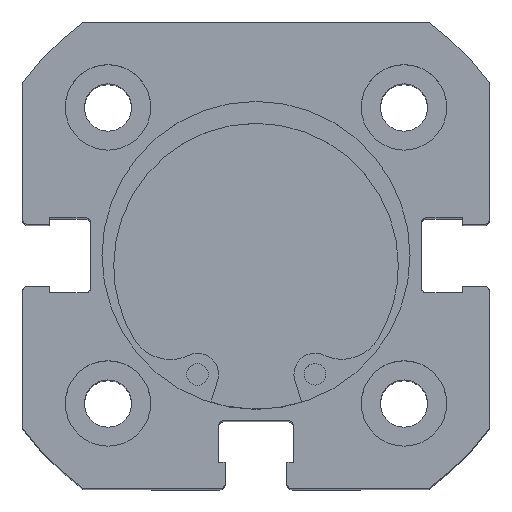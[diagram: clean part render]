
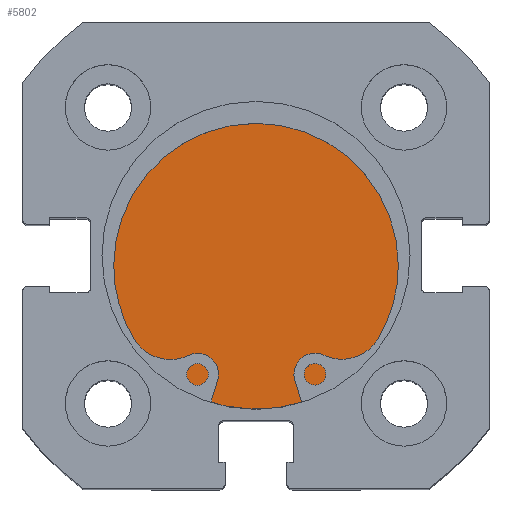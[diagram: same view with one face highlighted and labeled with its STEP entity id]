
A CAD part, top view. The second image highlights one B-rep face of the part: STEP entity #5802.
In plain terms, the highlighted face is planar.
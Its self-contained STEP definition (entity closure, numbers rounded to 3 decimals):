
#443 = CARTESIAN_POINT ( 'NONE',  ( 6., 0., -13.5 ) ) ;
#567 = VERTEX_POINT ( 'NONE', #757 ) ;
#690 = VERTEX_POINT ( 'NONE', #443 ) ;
#757 = CARTESIAN_POINT ( 'NONE',  ( 6., 0., 13.5 ) ) ;
#1226 = EDGE_LOOP ( 'NONE', ( #3970, #3971 ) ) ;
#3176 = EDGE_CURVE ( 'NONE', #567, #690, #4889, .T. ) ;
#3180 = EDGE_CURVE ( 'NONE', #690, #567, #4893, .T. ) ;
#3523 = AXIS2_PLACEMENT_3D ( 'NONE', #5326, #5327, #5328 ) ;
#3526 = AXIS2_PLACEMENT_3D ( 'NONE', #5336, #5337, #5338 ) ;
#3612 = AXIS2_PLACEMENT_3D ( 'NONE', #5611, #5614, #5615 ) ;
#3970 = ORIENTED_EDGE ( 'NONE', *, *, #3176, .F. ) ;
#3971 = ORIENTED_EDGE ( 'NONE', *, *, #3180, .F. ) ;
#4889 = CIRCLE ( 'NONE', #3523, 13.5 ) ;
#4893 = CIRCLE ( 'NONE', #3526, 13.5 ) ;
#5049 = FACE_OUTER_BOUND ( 'NONE', #1226, .T. ) ;
#5326 = CARTESIAN_POINT ( 'NONE',  ( 6., 0., 0. ) ) ;
#5327 = DIRECTION ( 'NONE',  ( -1., 0., 0. ) ) ;
#5328 = DIRECTION ( 'NONE',  ( 0., 0., 1. ) ) ;
#5336 = CARTESIAN_POINT ( 'NONE',  ( 6., 0., 0. ) ) ;
#5337 = DIRECTION ( 'NONE',  ( -1., 0., 0. ) ) ;
#5338 = DIRECTION ( 'NONE',  ( 0., 0., 1. ) ) ;
#5611 = CARTESIAN_POINT ( 'NONE',  ( 6., 13.5, 0. ) ) ;
#5612 = PLANE ( 'NONE',  #3612 ) ;
#5614 = DIRECTION ( 'NONE',  ( -1., 0., 0. ) ) ;
#5615 = DIRECTION ( 'NONE',  ( 0., 0., 1. ) ) ;
#5802 = ADVANCED_FACE ( 'NONE', ( #5049 ), #5612, .F. ) ;
